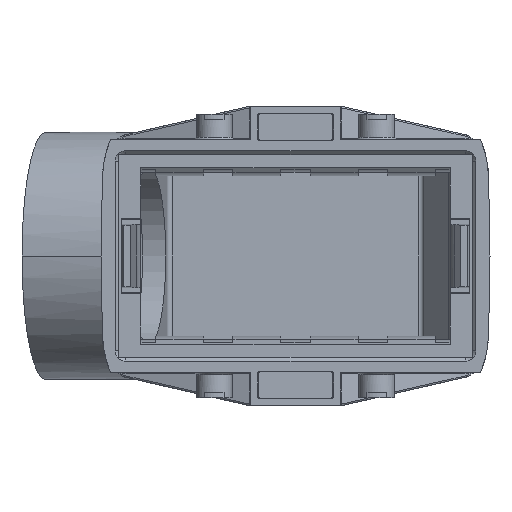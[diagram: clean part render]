
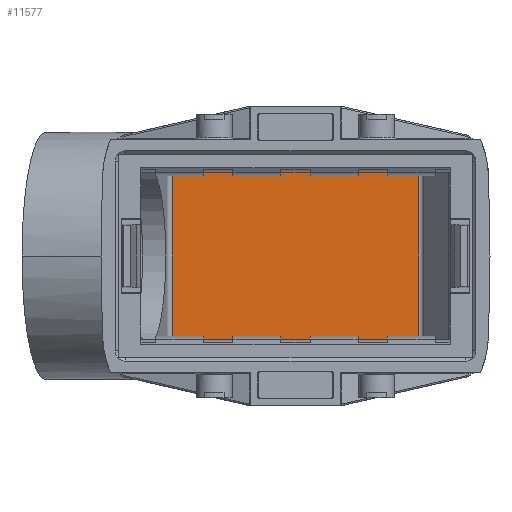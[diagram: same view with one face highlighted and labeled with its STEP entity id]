
A CAD part, front view. The second image highlights one B-rep face of the part: STEP entity #11577.
In plain terms, the highlighted planar face has unit normal (0, -1, 0).
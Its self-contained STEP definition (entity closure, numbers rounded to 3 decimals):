
#222=DIRECTION('',(0.,0.,-1.));
#223=VECTOR('',#222,34.003);
#224=CARTESIAN_POINT('',(-23.477,60.,17.002));
#225=LINE('',#224,#223);
#236=DIRECTION('',(1.,0.,0.));
#237=VECTOR('',#236,46.955);
#238=CARTESIAN_POINT('',(-23.477,60.,-17.002));
#239=LINE('',#238,#237);
#255=DIRECTION('',(0.,0.,1.));
#256=VECTOR('',#255,34.003);
#257=CARTESIAN_POINT('',(23.477,60.,-17.002));
#258=LINE('',#257,#256);
#274=DIRECTION('',(-1.,0.,0.));
#275=VECTOR('',#274,46.955);
#276=CARTESIAN_POINT('',(23.477,60.,17.002));
#277=LINE('',#276,#275);
#9306=CARTESIAN_POINT('',(-23.477,60.,17.002));
#9307=CARTESIAN_POINT('',(-23.477,60.,-17.002));
#9308=VERTEX_POINT('',#9306);
#9309=VERTEX_POINT('',#9307);
#9316=CARTESIAN_POINT('',(23.477,60.,-17.002));
#9317=VERTEX_POINT('',#9316);
#9322=CARTESIAN_POINT('',(23.477,60.,17.002));
#9323=VERTEX_POINT('',#9322);
#11562=CARTESIAN_POINT('',(0.,60.,0.));
#11563=DIRECTION('',(0.,1.,0.));
#11564=DIRECTION('',(1.,0.,0.));
#11565=AXIS2_PLACEMENT_3D('',#11562,#11563,#11564);
#11566=PLANE('',#11565);
#11568=ORIENTED_EDGE('',*,*,#11567,.F.);
#11570=ORIENTED_EDGE('',*,*,#11569,.F.);
#11572=ORIENTED_EDGE('',*,*,#11571,.F.);
#11574=ORIENTED_EDGE('',*,*,#11573,.F.);
#11575=EDGE_LOOP('',(#11568,#11570,#11572,#11574));
#11576=FACE_OUTER_BOUND('',#11575,.F.);
#11577=ADVANCED_FACE('',(#11576),#11566,.F.);
#11567=EDGE_CURVE('',#9308,#9309,#225,.T.);
#11569=EDGE_CURVE('',#9323,#9308,#277,.T.);
#11571=EDGE_CURVE('',#9317,#9323,#258,.T.);
#11573=EDGE_CURVE('',#9309,#9317,#239,.T.);
